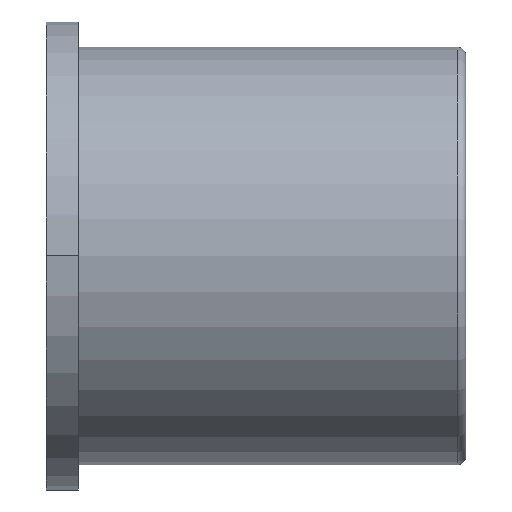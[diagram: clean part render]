
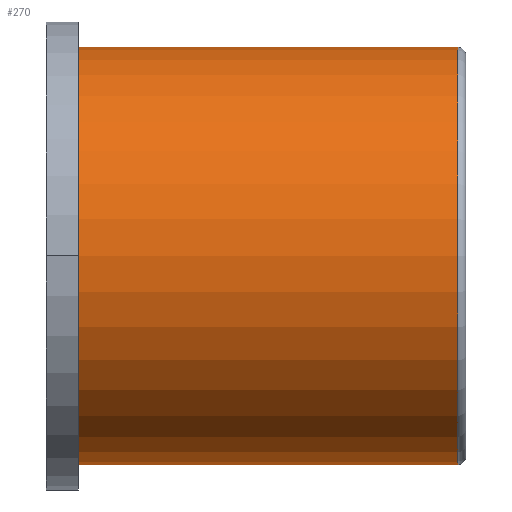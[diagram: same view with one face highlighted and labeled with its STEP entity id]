
A CAD part, top view. The second image highlights one B-rep face of the part: STEP entity #270.
In plain terms, the highlighted cylindrical face has radius 51.75 mm (diameter 103.5 mm), a partial arc.
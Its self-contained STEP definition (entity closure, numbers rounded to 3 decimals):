
#35=CARTESIAN_POINT('',(8.,0.,0.));
#36=DIRECTION('',(-1.,0.,0.));
#37=DIRECTION('',(0.,-1.,0.));
#38=AXIS2_PLACEMENT_3D('',#35,#36,#37);
#45=DIRECTION('',(-1.,0.,0.));
#46=VECTOR('',#45,94.);
#47=CARTESIAN_POINT('',(102.,51.75,0.));
#48=LINE('',#47,#46);
#49=DIRECTION('',(-1.,0.,0.));
#50=VECTOR('',#49,94.);
#51=CARTESIAN_POINT('',(102.,-51.75,0.));
#52=LINE('',#51,#50);
#73=CARTESIAN_POINT('',(102.,0.,0.));
#74=DIRECTION('',(1.,0.,0.));
#75=DIRECTION('',(0.,1.,0.));
#76=AXIS2_PLACEMENT_3D('',#73,#74,#75);
#127=CARTESIAN_POINT('',(8.,-51.75,0.));
#128=CARTESIAN_POINT('',(8.,51.75,0.));
#129=VERTEX_POINT('',#127);
#130=VERTEX_POINT('',#128);
#151=CARTESIAN_POINT('',(102.,-51.75,0.));
#152=CARTESIAN_POINT('',(102.,51.75,0.));
#153=VERTEX_POINT('',#151);
#154=VERTEX_POINT('',#152);
#259=CARTESIAN_POINT('',(109.2,0.,0.));
#260=DIRECTION('',(-1.,0.,0.));
#261=DIRECTION('',(0.,1.,0.));
#262=AXIS2_PLACEMENT_3D('',#259,#260,#261);
#263=CYLINDRICAL_SURFACE('',#262,51.75);
#264=ORIENTED_EDGE('',*,*,#253,.T.);
#265=ORIENTED_EDGE('',*,*,#215,.T.);
#266=ORIENTED_EDGE('',*,*,#200,.T.);
#267=ORIENTED_EDGE('',*,*,#212,.F.);
#268=EDGE_LOOP('',(#264,#265,#266,#267));
#269=FACE_OUTER_BOUND('',#268,.F.);
#270=ADVANCED_FACE('',(#269),#263,.T.);
#39=CIRCLE('',#38,51.75);
#77=CIRCLE('',#76,51.75);
#200=EDGE_CURVE('',#129,#130,#39,.T.);
#212=EDGE_CURVE('',#154,#130,#48,.T.);
#215=EDGE_CURVE('',#153,#129,#52,.T.);
#253=EDGE_CURVE('',#154,#153,#77,.T.);
